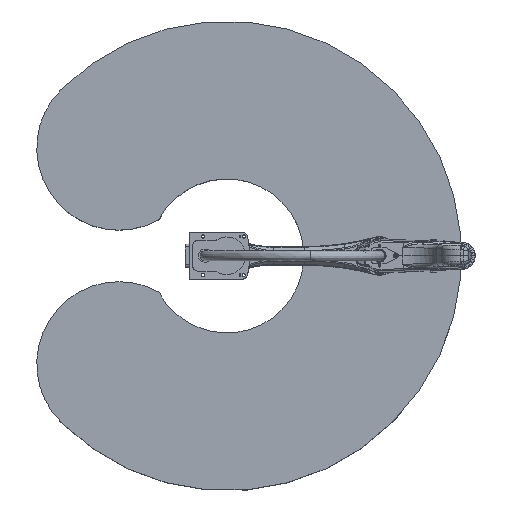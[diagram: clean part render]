
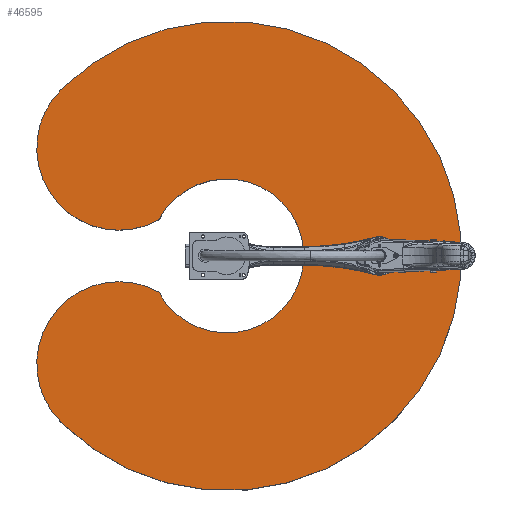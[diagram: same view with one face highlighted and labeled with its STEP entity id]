
A CAD part, top view. The second image highlights one B-rep face of the part: STEP entity #46595.
In plain terms, the highlighted planar face has unit normal (0, 0, 1).
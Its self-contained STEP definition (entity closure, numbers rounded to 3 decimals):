
#8845=PLANE('',#51303);
#11478=FACE_OUTER_BOUND('',#14452,.T.);
#14452=EDGE_LOOP('',(#41228,#41229,#41230,#41231));
#16284=CIRCLE('',#51293,350.);
#16286=CIRCLE('',#51296,1000.);
#16288=CIRCLE('',#51299,350.);
#16290=CIRCLE('',#51302,328.06);
#21738=VERTEX_POINT('',#115481);
#21739=VERTEX_POINT('',#115483);
#21741=VERTEX_POINT('',#115489);
#21743=VERTEX_POINT('',#115495);
#28232=EDGE_CURVE('',#21739,#21738,#16284,.T.);
#28235=EDGE_CURVE('',#21741,#21739,#16286,.T.);
#28238=EDGE_CURVE('',#21743,#21741,#16288,.T.);
#28241=EDGE_CURVE('',#21738,#21743,#16290,.T.);
#41228=ORIENTED_EDGE('',*,*,#28241,.T.);
#41229=ORIENTED_EDGE('',*,*,#28238,.T.);
#41230=ORIENTED_EDGE('',*,*,#28235,.T.);
#41231=ORIENTED_EDGE('',*,*,#28232,.T.);
#46595=ADVANCED_FACE('',(#11478),#8845,.T.);
#51293=AXIS2_PLACEMENT_3D('',#115484,#62853,#62854);
#51296=AXIS2_PLACEMENT_3D('',#115490,#62860,#62861);
#51299=AXIS2_PLACEMENT_3D('',#115496,#62867,#62868);
#51302=AXIS2_PLACEMENT_3D('',#115500,#62874,#62875);
#51303=AXIS2_PLACEMENT_3D('',#115501,#62876,#62877);
#62853=DIRECTION('center_axis',(0.,0.,1.));
#62854=DIRECTION('ref_axis',(-0.707,0.707,0.));
#62860=DIRECTION('center_axis',(0.,0.,1.));
#62861=DIRECTION('ref_axis',(-0.707,-0.707,0.));
#62867=DIRECTION('center_axis',(0.,0.,1.));
#62868=DIRECTION('ref_axis',(0.485,0.875,0.));
#62874=DIRECTION('center_axis',(0.,0.,-1.));
#62875=DIRECTION('ref_axis',(-1.,0.,0.));
#62876=DIRECTION('center_axis',(0.,0.,1.));
#62877=DIRECTION('ref_axis',(1.,0.,0.));
#115481=CARTESIAN_POINT('',(-289.93,153.506,400.));
#115483=CARTESIAN_POINT('',(-707.107,707.107,400.));
#115484=CARTESIAN_POINT('Origin',(-459.619,459.619,400.));
#115489=CARTESIAN_POINT('',(-707.107,-707.107,400.));
#115490=CARTESIAN_POINT('Origin',(0.,0.,400.));
#115495=CARTESIAN_POINT('',(-289.93,-153.506,400.));
#115496=CARTESIAN_POINT('Origin',(-459.619,-459.619,400.));
#115500=CARTESIAN_POINT('Origin',(0.,0.,400.));
#115501=CARTESIAN_POINT('Origin',(24.415,0.,
400.));
